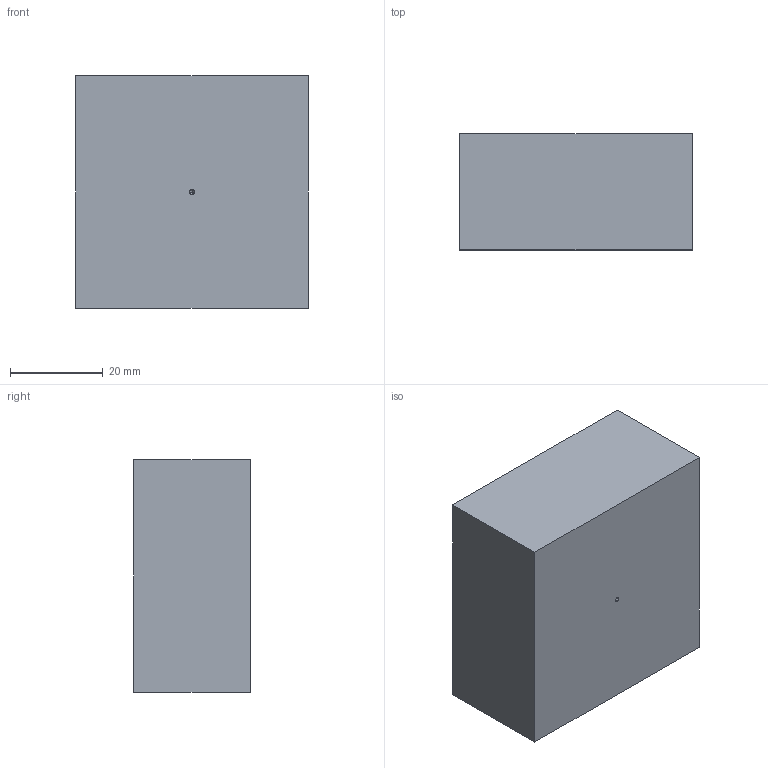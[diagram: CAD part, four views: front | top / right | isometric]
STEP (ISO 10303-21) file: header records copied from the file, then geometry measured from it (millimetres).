
FILE_DESCRIPTION(/* description */ (''),/* implementation_level */ '2;1');
FILE_NAME(/* name */ 'SPHERE~2',/* time_stamp */ '2015-02-08T16:51:43-05:00',/* author */ (''),/* organization */ (''),/* preprocessor_version */ 'ST-DEVELOPER v15',/* originating_system */ '',/* authorisation */ '');
FILE_SCHEMA (('CONFIG_CONTROL_DESIGN'));
Length unit declared in the file: millimetre
Products named in the file (1): Document
Bounding box: 50 x 25 x 50 mm (x, y, z)
Volume: 62499.7 mm3; surface area: 10000.8 mm2
Topology: 1 solids, 1 shells, 10 faces, 24 edges, 13 vertices
Faces by surface type: plane 6, bspline 4
Entity records: 552 total; most frequent: CARTESIAN_POINT 189, B_SPLINE_CURVE_WITH_KNOTS 48, ORIENTED_EDGE 40, PCURVE 40, DEFINITIONAL_REPRESENTATION 40, SURFACE_CURVE 20, EDGE_CURVE 20, VERTEX_POINT 13
